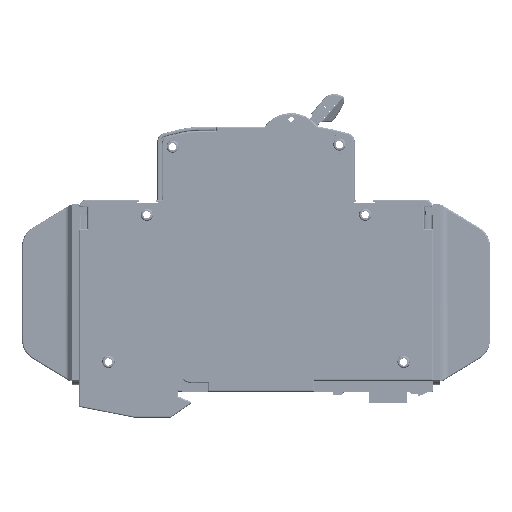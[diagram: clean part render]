
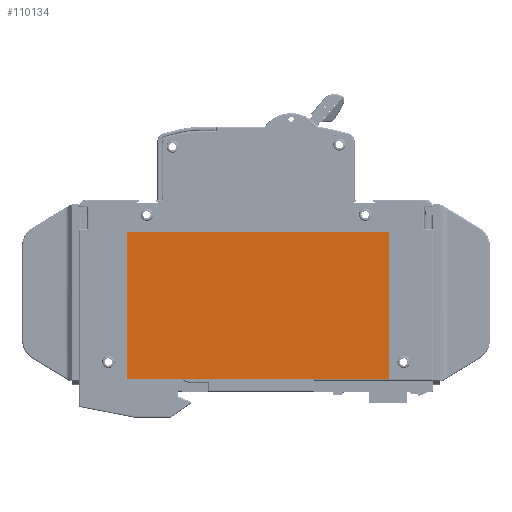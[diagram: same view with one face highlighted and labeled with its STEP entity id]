
A CAD part, top view. The second image highlights one B-rep face of the part: STEP entity #110134.
In plain terms, the highlighted planar face has unit normal (0, 0, 1).
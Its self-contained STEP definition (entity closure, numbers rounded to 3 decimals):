
#7345=FACE_OUTER_BOUND('',#13573,.T.);
#13573=EDGE_LOOP('',(#83666,#83667,#83668,#83669));
#24977=LINE('',#180837,#36344);
#24980=LINE('',#180843,#36347);
#24983=LINE('',#180849,#36350);
#24988=LINE('',#180857,#36355);
#36344=VECTOR('',#133243,10.);
#36347=VECTOR('',#133248,10.);
#36350=VECTOR('',#133253,10.);
#36355=VECTOR('',#133260,10.);
#47805=VERTEX_POINT('',#180834);
#47806=VERTEX_POINT('',#180836);
#47808=VERTEX_POINT('',#180842);
#47810=VERTEX_POINT('',#180848);
#60772=EDGE_CURVE('',#47806,#47805,#24977,.T.);
#60775=EDGE_CURVE('',#47808,#47806,#24980,.T.);
#60778=EDGE_CURVE('',#47810,#47808,#24983,.T.);
#60783=EDGE_CURVE('',#47805,#47810,#24988,.T.);
#83666=ORIENTED_EDGE('',*,*,#60783,.T.);
#83667=ORIENTED_EDGE('',*,*,#60778,.T.);
#83668=ORIENTED_EDGE('',*,*,#60775,.T.);
#83669=ORIENTED_EDGE('',*,*,#60772,.T.);
#105320=PLANE('',#117008);
#110134=ADVANCED_FACE('',(#7345),#105320,.T.);
#117008=AXIS2_PLACEMENT_3D('',#180858,#133261,#133262);
#133243=DIRECTION('',(0.,-1.,0.));
#133248=DIRECTION('',(-1.,0.,0.));
#133253=DIRECTION('',(0.,1.,0.));
#133260=DIRECTION('',(1.,0.,0.));
#133261=DIRECTION('center_axis',(0.,0.,1.));
#133262=DIRECTION('ref_axis',(1.,0.,0.));
#180834=CARTESIAN_POINT('',(-29.55,-16.,4.301));
#180836=CARTESIAN_POINT('',(-29.55,17.5,4.301));
#180837=CARTESIAN_POINT('',(-29.55,17.5,4.301));
#180842=CARTESIAN_POINT('',(30.45,17.5,4.301));
#180843=CARTESIAN_POINT('',(30.45,17.5,4.301));
#180848=CARTESIAN_POINT('',(30.45,-16.,4.301));
#180849=CARTESIAN_POINT('',(30.45,-16.,4.301));
#180857=CARTESIAN_POINT('',(-29.55,-16.,4.301));
#180858=CARTESIAN_POINT('Origin',(0.45,0.75,4.301));
